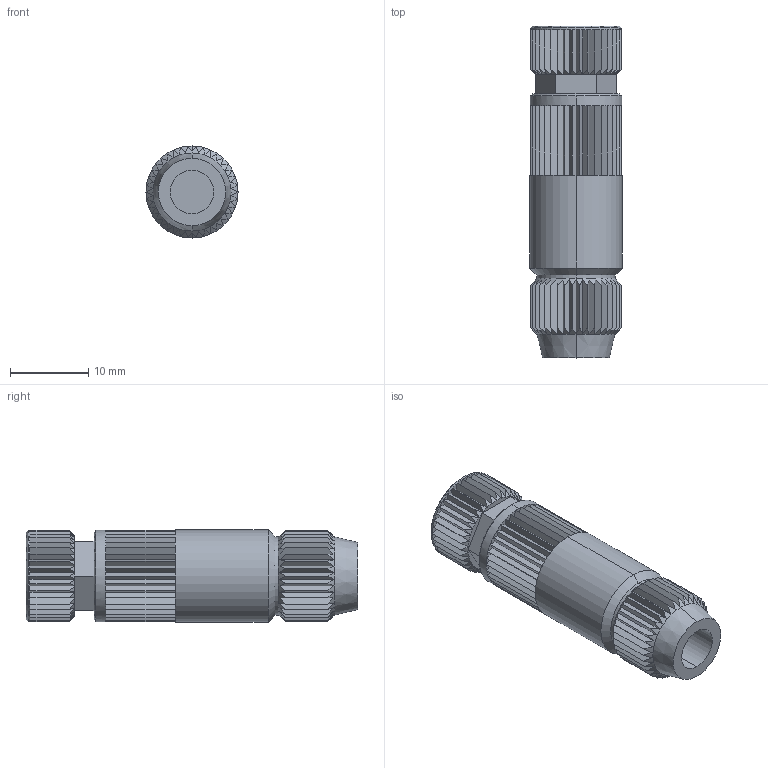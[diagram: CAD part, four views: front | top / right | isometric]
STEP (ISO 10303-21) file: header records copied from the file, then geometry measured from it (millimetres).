
FILE_DESCRIPTION (( 'STEP AP214' ), '1' );
FILE_NAME ('7000-08371-0000000.step', '2016-05-09T18:43:59', ( '' ), ( '' ), 'SwSTEP 2.0', 'SolidWorks 2015', '' );
FILE_SCHEMA (( 'AUTOMOTIVE_DESIGN' ));
Length unit declared in the file: millimetre
Products named in the file (1): 7000-08371-0000000
Bounding box: 11.8 x 42.5 x 11.8 mm (x, y, z)
Volume: 3647.1 mm3; surface area: 3118.2 mm2
Topology: 1 solids, 1 shells, 393 faces, 976 edges, 594 vertices
Faces by surface type: plane 321, cone 52, cylinder 20
Entity records: 13937 total; most frequent: CARTESIAN_POINT 2648, ORIENTED_EDGE 1952, DIRECTION 1700, EDGE_CURVE 976, VERTEX_POINT 594, LINE 584, VECTOR 584, AXIS2_PLACEMENT_3D 558
